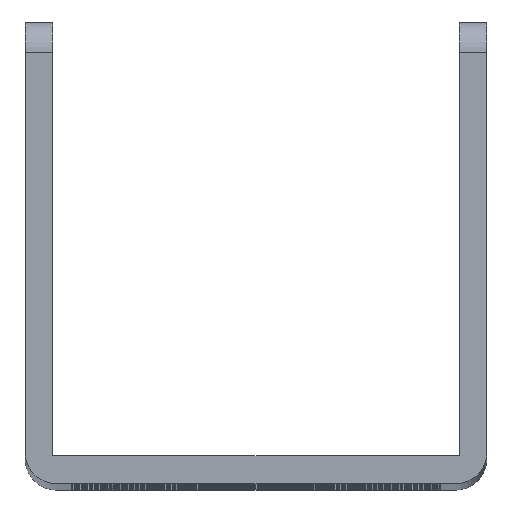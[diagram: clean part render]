
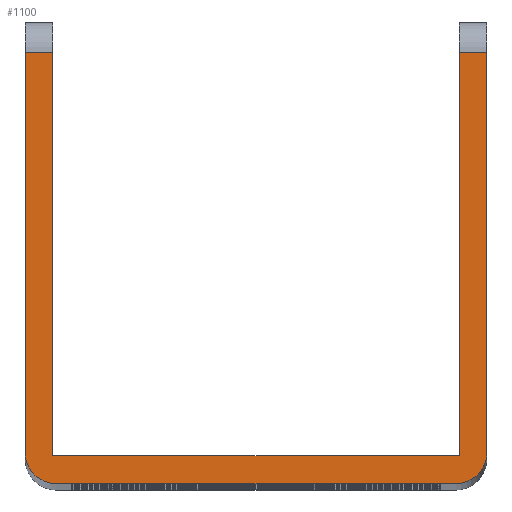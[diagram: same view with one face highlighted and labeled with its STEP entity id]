
A CAD part, top view. The second image highlights one B-rep face of the part: STEP entity #1100.
In plain terms, the highlighted planar face has unit normal (0, 0, 1).
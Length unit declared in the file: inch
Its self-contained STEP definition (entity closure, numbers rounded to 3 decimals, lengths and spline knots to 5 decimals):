
#81 = EDGE_CURVE ( 'NONE', #32928, #16022, #6059, .T. ) ;
#1100 = ADVANCED_FACE ( 'NONE', ( #33750 ), #36892, .F. ) ;
#2201 = VECTOR ( 'NONE', #29618, 39.37008 ) ;
#2796 = VERTEX_POINT ( 'NONE', #9456 ) ;
#4179 = DIRECTION ( 'NONE',  ( 0., 0., -1. ) ) ;
#4777 = ORIENTED_EDGE ( 'NONE', *, *, #8602, .T. ) ;
#5840 = VERTEX_POINT ( 'NONE', #11958 ) ;
#6059 = LINE ( 'NONE', #34423, #13813 ) ;
#6169 = CARTESIAN_POINT ( 'NONE',  ( 0.09, 1.5, 12. ) ) ;
#6600 = ORIENTED_EDGE ( 'NONE', *, *, #26931, .T. ) ;
#7088 = VERTEX_POINT ( 'NONE', #29063 ) ;
#7225 = LINE ( 'NONE', #28496, #13932 ) ;
#7961 = CARTESIAN_POINT ( 'NONE',  ( 1.5, 1.4, 12. ) ) ;
#8017 = DIRECTION ( 'NONE',  ( 1., 0., 0. ) ) ;
#8225 = DIRECTION ( 'NONE',  ( 0., 0., 1. ) ) ;
#8602 = EDGE_CURVE ( 'NONE', #7088, #32928, #35716, .T. ) ;
#8745 = VERTEX_POINT ( 'NONE', #23783 ) ;
#9456 = CARTESIAN_POINT ( 'NONE',  ( 1.5, 0.1, 12. ) ) ;
#9542 = VECTOR ( 'NONE', #9851, 39.37008 ) ;
#9851 = DIRECTION ( 'NONE',  ( 0., -1., 0. ) ) ;
#10665 = CIRCLE ( 'NONE', #24061, 0.1 ) ;
#11271 = ORIENTED_EDGE ( 'NONE', *, *, #27625, .T. ) ;
#11345 = CARTESIAN_POINT ( 'NONE',  ( 1.5, 0., 12. ) ) ;
#11520 = EDGE_CURVE ( 'NONE', #31182, #42528, #40624, .T. ) ;
#11958 = CARTESIAN_POINT ( 'NONE',  ( 0.09, 1.4, 12. ) ) ;
#12701 = ORIENTED_EDGE ( 'NONE', *, *, #37820, .T. ) ;
#12715 = CARTESIAN_POINT ( 'NONE',  ( 0., 1.4, 12. ) ) ;
#13813 = VECTOR ( 'NONE', #40991, 39.37008 ) ;
#13932 = VECTOR ( 'NONE', #35071, 39.37008 ) ;
#14499 = CARTESIAN_POINT ( 'NONE',  ( 1.4, 0.1, 12. ) ) ;
#15114 = ORIENTED_EDGE ( 'NONE', *, *, #11520, .T. ) ;
#15806 = CARTESIAN_POINT ( 'NONE',  ( 0.1, 0., 12. ) ) ;
#15839 = ORIENTED_EDGE ( 'NONE', *, *, #38881, .T. ) ;
#16022 = VERTEX_POINT ( 'NONE', #32983 ) ;
#16050 = AXIS2_PLACEMENT_3D ( 'NONE', #27918, #8225, #31207 ) ;
#16269 = ORIENTED_EDGE ( 'NONE', *, *, #19564, .T. ) ;
#16461 = CARTESIAN_POINT ( 'NONE',  ( 1.41, 0.09, 12. ) ) ;
#17498 = EDGE_LOOP ( 'NONE', ( #15839, #12701, #6600, #15114, #22906, #16269, #37687, #11271, #4777, #28379 ) ) ;
#17799 = DIRECTION ( 'NONE',  ( -1., 0., 0. ) ) ;
#18757 = EDGE_CURVE ( 'NONE', #2796, #39560, #28413, .T. ) ;
#19482 = VECTOR ( 'NONE', #29218, 39.37008 ) ;
#19564 = EDGE_CURVE ( 'NONE', #39934, #2796, #10665, .T. ) ;
#22906 = ORIENTED_EDGE ( 'NONE', *, *, #32779, .T. ) ;
#23175 = CARTESIAN_POINT ( 'NONE',  ( 1.5, 1.5, 12. ) ) ;
#23783 = CARTESIAN_POINT ( 'NONE',  ( 0., 1.4, 12. ) ) ;
#24061 = AXIS2_PLACEMENT_3D ( 'NONE', #14499, #37406, #17799 ) ;
#24829 = CARTESIAN_POINT ( 'NONE',  ( 0., 0., 12. ) ) ;
#25746 = LINE ( 'NONE', #12715, #19482 ) ;
#26603 = VECTOR ( 'NONE', #35723, 39.37008 ) ;
#26931 = EDGE_CURVE ( 'NONE', #8745, #31182, #29895, .T. ) ;
#27182 = DIRECTION ( 'NONE',  ( -1., 0., 0. ) ) ;
#27625 = EDGE_CURVE ( 'NONE', #39560, #7088, #7225, .T. ) ;
#27633 = LINE ( 'NONE', #6169, #26603 ) ;
#27918 = CARTESIAN_POINT ( 'NONE',  ( 0.1, 0.1, 12. ) ) ;
#28379 = ORIENTED_EDGE ( 'NONE', *, *, #81, .T. ) ;
#28402 = CARTESIAN_POINT ( 'NONE',  ( 0., 0.1, 12. ) ) ;
#28413 = LINE ( 'NONE', #23175, #2201 ) ;
#28496 = CARTESIAN_POINT ( 'NONE',  ( 0., 1.4, 12. ) ) ;
#29063 = CARTESIAN_POINT ( 'NONE',  ( 1.41, 1.4, 12. ) ) ;
#29218 = DIRECTION ( 'NONE',  ( -1., 0., 0. ) ) ;
#29490 = VECTOR ( 'NONE', #8017, 39.37008 ) ;
#29618 = DIRECTION ( 'NONE',  ( 0., 1., 0. ) ) ;
#29895 = LINE ( 'NONE', #24829, #40645 ) ;
#30532 = LINE ( 'NONE', #11345, #29490 ) ;
#31182 = VERTEX_POINT ( 'NONE', #28402 ) ;
#31207 = DIRECTION ( 'NONE',  ( -1., 0., 0. ) ) ;
#31420 = DIRECTION ( 'NONE',  ( 0., -1., 0. ) ) ;
#31705 = CARTESIAN_POINT ( 'NONE',  ( 1.41, 0.09, 12. ) ) ;
#32779 = EDGE_CURVE ( 'NONE', #42528, #39934, #30532, .T. ) ;
#32928 = VERTEX_POINT ( 'NONE', #31705 ) ;
#32983 = CARTESIAN_POINT ( 'NONE',  ( 0.09, 0.09, 12. ) ) ;
#33750 = FACE_OUTER_BOUND ( 'NONE', #17498, .T. ) ;
#34423 = CARTESIAN_POINT ( 'NONE',  ( 0.09, 0.09, 12. ) ) ;
#35071 = DIRECTION ( 'NONE',  ( -1., 0., 0. ) ) ;
#35716 = LINE ( 'NONE', #16461, #9542 ) ;
#35723 = DIRECTION ( 'NONE',  ( 0., 1., 0. ) ) ;
#35819 = AXIS2_PLACEMENT_3D ( 'NONE', #40055, #4179, #27182 ) ;
#36338 = CARTESIAN_POINT ( 'NONE',  ( 1.4, 0., 12. ) ) ;
#36892 = PLANE ( 'NONE',  #35819 ) ;
#37406 = DIRECTION ( 'NONE',  ( 0., 0., 1. ) ) ;
#37687 = ORIENTED_EDGE ( 'NONE', *, *, #18757, .T. ) ;
#37820 = EDGE_CURVE ( 'NONE', #5840, #8745, #25746, .T. ) ;
#38881 = EDGE_CURVE ( 'NONE', #16022, #5840, #27633, .T. ) ;
#39560 = VERTEX_POINT ( 'NONE', #7961 ) ;
#39934 = VERTEX_POINT ( 'NONE', #36338 ) ;
#40055 = CARTESIAN_POINT ( 'NONE',  ( 0., 0., 12. ) ) ;
#40624 = CIRCLE ( 'NONE', #16050, 0.1 ) ;
#40645 = VECTOR ( 'NONE', #31420, 39.37008 ) ;
#40991 = DIRECTION ( 'NONE',  ( -1., 0., 0. ) ) ;
#42528 = VERTEX_POINT ( 'NONE', #15806 ) ;
